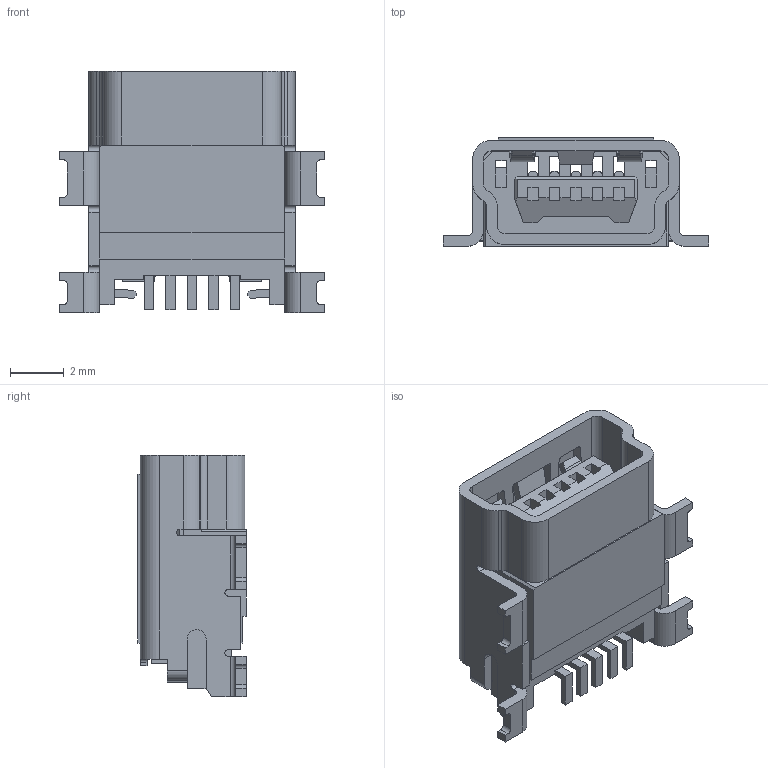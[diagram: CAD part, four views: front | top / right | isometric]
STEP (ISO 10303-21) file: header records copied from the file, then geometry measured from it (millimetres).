
FILE_DESCRIPTION((''),'2;1');
FILE_NAME('548191572','2014-01-20T',('me'),(''),'PRO/ENGINEER BY PARAMETRIC TECHNOLOGY CORPORATION, 2011490','PRO/ENGINEER BY PARAMETRIC TECHNOLOGY CORPORATION, 2011490','');
FILE_SCHEMA(('CONFIG_CONTROL_DESIGN'));
Length unit declared in the file: millimetre
Products named in the file (1): 548191572
Bounding box: 9.9 x 4.05 x 9 mm (x, y, z)
Volume: 127.1 mm3; surface area: 638.4 mm2
Topology: 1 solids, 1 shells, 385 faces, 1156 edges, 762 vertices
Faces by surface type: plane 283, cylinder 78, bspline 24
Entity records: 13578 total; most frequent: CARTESIAN_POINT 3228, ORIENTED_EDGE 2240, DIRECTION 1964, EDGE_CURVE 1120, VECTOR 948, LINE 948, VERTEX_POINT 726, AXIS2_PLACEMENT_3D 508
